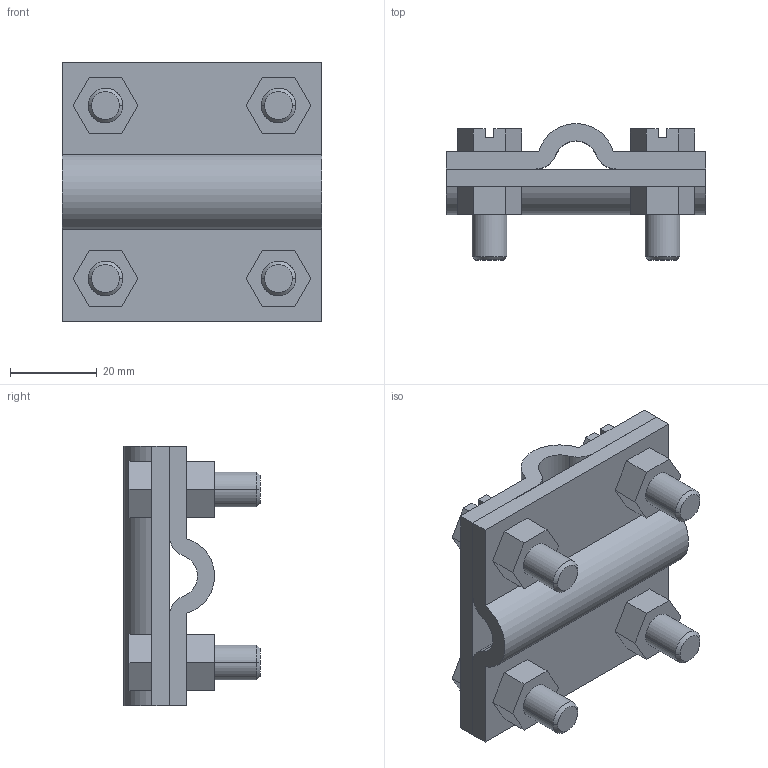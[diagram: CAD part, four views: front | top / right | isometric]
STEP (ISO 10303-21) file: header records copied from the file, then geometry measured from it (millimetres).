
FILE_DESCRIPTION((''),'2;1');
FILE_NAME('5312604_ASM','2012-11-30T',('AndreasKeweloh'),(''),'PRO/ENGINEER BY PARAMETRIC TECHNOLOGY CORPORATION, 2012230','PRO/ENGINEER BY PARAMETRIC TECHNOLOGY CORPORATION, 2012230','');
FILE_SCHEMA(('CONFIG_CONTROL_DESIGN'));
Length unit declared in the file: millimetre
Products named in the file (4): SECHSKANTSCHRAUBE_ISO_4018_M8_X; SECHSKANTMUTTER_DIN_934-M8_2_1_; 5312604OBERE_PLATTE; 5312604_ASM
Assembly tree (10 placements, depth 2):
  5312604_ASM
    SECHSKANTSCHRAUBE_ISO_4018_M8_X  x4
    SECHSKANTMUTTER_DIN_934-M8_2_1_  x4
    5312604OBERE_PLATTE  x2
Bounding box: 60 x 31.47 x 60 mm (x, y, z)
Volume: 40258.6 mm3; surface area: 25041.9 mm2
Topology: 10 solids, 10 shells, 164 faces, 408 edges, 276 vertices
Faces by surface type: plane 108, cylinder 48, cone 8
Entity records: 1806 total; most frequent: CARTESIAN_POINT 365, DIRECTION 294, ORIENTED_EDGE 258, EDGE_CURVE 129, AXIS2_PLACEMENT_3D 104, VERTEX_POINT 87, VECTOR 86, LINE 86
